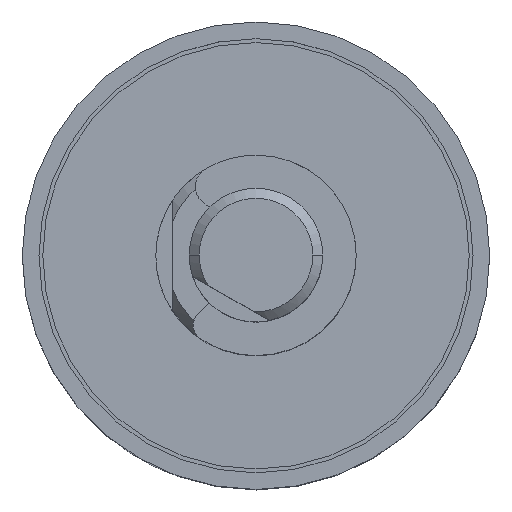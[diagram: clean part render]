
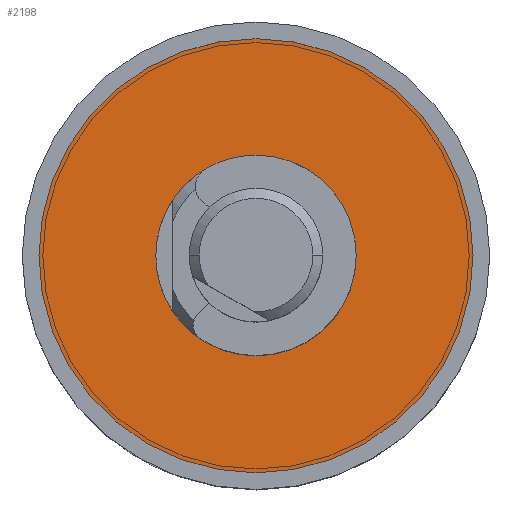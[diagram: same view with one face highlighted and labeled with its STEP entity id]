
A CAD part, top view. The second image highlights one B-rep face of the part: STEP entity #2198.
In plain terms, the highlighted planar face has unit normal (0, 0, 1).
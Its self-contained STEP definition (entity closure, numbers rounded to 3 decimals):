
#751 = CARTESIAN_POINT ( 'NONE',  ( 3., 0., 0.5 ) ) ;
#813 = CIRCLE ( 'NONE', #964, 6.5 ) ;
#964 = AXIS2_PLACEMENT_3D ( 'NONE', #5618, #7965, #3271 ) ;
#1165 = EDGE_LOOP ( 'NONE', ( #6892, #9430 ) ) ;
#1317 = EDGE_LOOP ( 'NONE', ( #3105, #6947 ) ) ;
#1368 = CARTESIAN_POINT ( 'NONE',  ( -3., 0., 0.5 ) ) ;
#1754 = DIRECTION ( 'NONE',  ( 1., 0., 0. ) ) ;
#2198 = ADVANCED_FACE ( 'NONE', ( #5279, #7124 ), #7622, .T. ) ;
#3105 = ORIENTED_EDGE ( 'NONE', *, *, #6862, .T. ) ;
#3247 = DIRECTION ( 'NONE',  ( 1., 0., 0. ) ) ;
#3271 = DIRECTION ( 'NONE',  ( 1., 0., 0. ) ) ;
#3291 = CARTESIAN_POINT ( 'NONE',  ( 0., 0., 0.5 ) ) ;
#3491 = VERTEX_POINT ( 'NONE', #9200 ) ;
#3542 = VERTEX_POINT ( 'NONE', #1368 ) ;
#4052 = AXIS2_PLACEMENT_3D ( 'NONE', #3291, #7087, #3247 ) ;
#4589 = AXIS2_PLACEMENT_3D ( 'NONE', #7062, #6968, #8511 ) ;
#5142 = EDGE_CURVE ( 'NONE', #5567, #6095, #813, .T. ) ;
#5279 = FACE_BOUND ( 'NONE', #1317, .T. ) ;
#5567 = VERTEX_POINT ( 'NONE', #7923 ) ;
#5618 = CARTESIAN_POINT ( 'NONE',  ( 0., 0., 0.5 ) ) ;
#6057 = CARTESIAN_POINT ( 'NONE',  ( 0., 0., 0.5 ) ) ;
#6095 = VERTEX_POINT ( 'NONE', #6250 ) ;
#6174 = CIRCLE ( 'NONE', #4589, 3. ) ;
#6250 = CARTESIAN_POINT ( 'NONE',  ( 6.5, 0., 0.5 ) ) ;
#6255 = DIRECTION ( 'NONE',  ( 0., 0., 1. ) ) ;
#6441 = AXIS2_PLACEMENT_3D ( 'NONE', #751, #6255, #1754 ) ;
#6862 = EDGE_CURVE ( 'NONE', #3542, #3491, #9896, .T. ) ;
#6892 = ORIENTED_EDGE ( 'NONE', *, *, #9835, .T. ) ;
#6947 = ORIENTED_EDGE ( 'NONE', *, *, #8923, .T. ) ;
#6968 = DIRECTION ( 'NONE',  ( 0., 0., -1. ) ) ;
#7062 = CARTESIAN_POINT ( 'NONE',  ( 0., 0., 0.5 ) ) ;
#7087 = DIRECTION ( 'NONE',  ( 0., 0., 1. ) ) ;
#7124 = FACE_OUTER_BOUND ( 'NONE', #1165, .T. ) ;
#7539 = AXIS2_PLACEMENT_3D ( 'NONE', #6057, #7692, #7604 ) ;
#7604 = DIRECTION ( 'NONE',  ( -1., 0., 0. ) ) ;
#7622 = PLANE ( 'NONE',  #6441 ) ;
#7692 = DIRECTION ( 'NONE',  ( 0., 0., -1. ) ) ;
#7748 = CIRCLE ( 'NONE', #4052, 6.5 ) ;
#7923 = CARTESIAN_POINT ( 'NONE',  ( -6.5, 0., 0.5 ) ) ;
#7965 = DIRECTION ( 'NONE',  ( 0., 0., 1. ) ) ;
#8511 = DIRECTION ( 'NONE',  ( -1., 0., 0. ) ) ;
#8923 = EDGE_CURVE ( 'NONE', #3491, #3542, #6174, .T. ) ;
#9200 = CARTESIAN_POINT ( 'NONE',  ( 3., 0., 0.5 ) ) ;
#9430 = ORIENTED_EDGE ( 'NONE', *, *, #5142, .T. ) ;
#9835 = EDGE_CURVE ( 'NONE', #6095, #5567, #7748, .T. ) ;
#9896 = CIRCLE ( 'NONE', #7539, 3. ) ;
